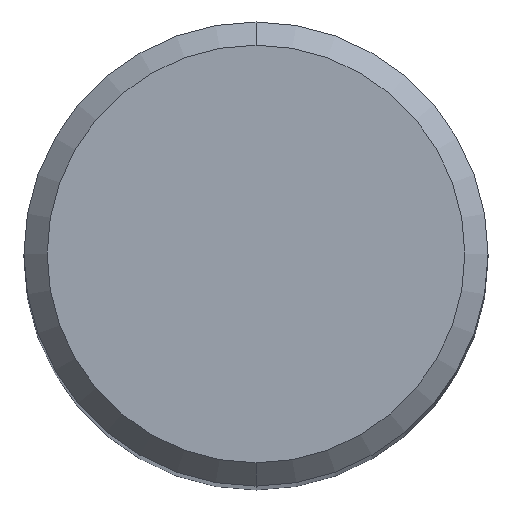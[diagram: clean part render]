
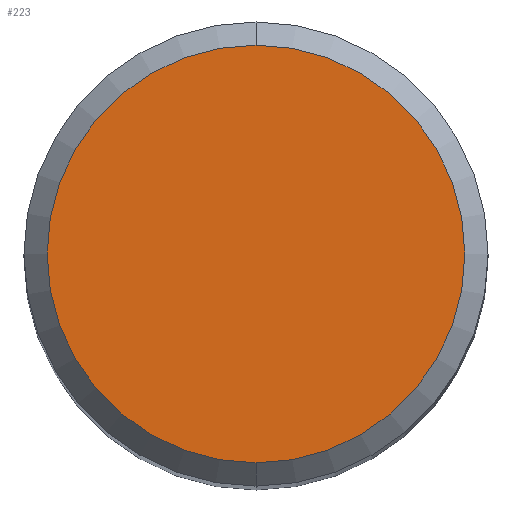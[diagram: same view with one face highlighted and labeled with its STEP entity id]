
A CAD part, top view. The second image highlights one B-rep face of the part: STEP entity #223.
In plain terms, the highlighted planar face has unit normal (0, 0, 1).
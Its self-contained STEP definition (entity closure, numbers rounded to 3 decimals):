
#191=EDGE_CURVE('',#295,#453,#500,.T.);
#199=EDGE_CURVE('',#453,#295,#509,.T.);
#223=ADVANCED_FACE('',(#535),#536,.T.);
#295=VERTEX_POINT('',#618);
#453=VERTEX_POINT('',#789);
#500=CIRCLE('',#849,3.6);
#509=CIRCLE('',#860,3.6);
#535=FACE_OUTER_BOUND('',#890,.T.);
#536=PLANE('',#891);
#618=CARTESIAN_POINT('',(0.0,3.6,0.0));
#789=CARTESIAN_POINT('',(0.,-3.6,0.0));
#849=AXIS2_PLACEMENT_3D('',#1478,#1479,#1480);
#860=AXIS2_PLACEMENT_3D('',#1492,#1493,#1494);
#890=EDGE_LOOP('',(#1517,#1518));
#891=AXIS2_PLACEMENT_3D('',#1519,#1520,#1521);
#1478=CARTESIAN_POINT('',(0.0,0.0,0.0));
#1479=DIRECTION('',(0.0,0.0,-1.0));
#1480=DIRECTION('',(0.0,1.0,0.0));
#1492=CARTESIAN_POINT('',(0.0,0.0,0.0));
#1493=DIRECTION('',(0.0,0.0,-1.0));
#1494=DIRECTION('',(0.0,1.0,0.0));
#1517=ORIENTED_EDGE('',*,*,#191,.F.);
#1518=ORIENTED_EDGE('',*,*,#199,.F.);
#1519=CARTESIAN_POINT('',(0.0,1.8,0.0));
#1520=DIRECTION('',(-0.0,0.0,1.0));
#1521=DIRECTION('',(0.0,-1.0,0.0));
